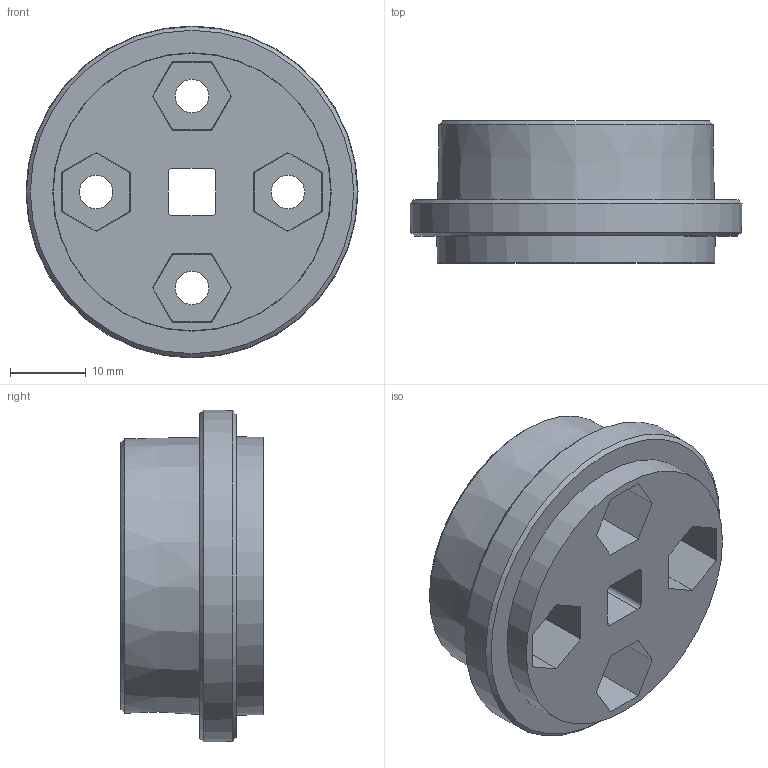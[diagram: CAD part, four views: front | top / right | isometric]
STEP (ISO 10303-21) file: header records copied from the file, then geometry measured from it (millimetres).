
FILE_DESCRIPTION(/* description */ (''),/* implementation_level */ '2;1');
FILE_NAME(/* name */ '2.6'''' diameter Turntable Bearing\276-1810-008_ANY.ipt.step',/* time_stamp */ '2020-04-16T22:54:10-04:00',/* author */ ('Jordan'),/* organization */ (''),/* preprocessor_version */ 'ST-DEVELOPER v17',/* originating_system */ 'Autodesk Inventor 2019',/* authorisation */ '');
FILE_SCHEMA (('AUTOMOTIVE_DESIGN { 1 0 10303 214 3 1 1 }'));
Length unit declared in the file: inch
Products named in the file (1): 276-1810-008_ANY
Bounding box: 43.92 x 18.8 x 43.92 mm (x, y, z)
Volume: 8781.7 mm3; surface area: 11799.3 mm2
Topology: 1 solids, 1 shells, 198 faces, 523 edges, 337 vertices
Faces by surface type: plane 108, cylinder 56, cone 18, sphere 16
Full cylindrical faces by diameter (mm): 4.4 x4
Entity records: 6265 total; most frequent: CARTESIAN_POINT 1251, DIRECTION 1050, ORIENTED_EDGE 1046, EDGE_CURVE 523, AXIS2_PLACEMENT_3D 368, VERTEX_POINT 337, LINE 314, VECTOR 314
